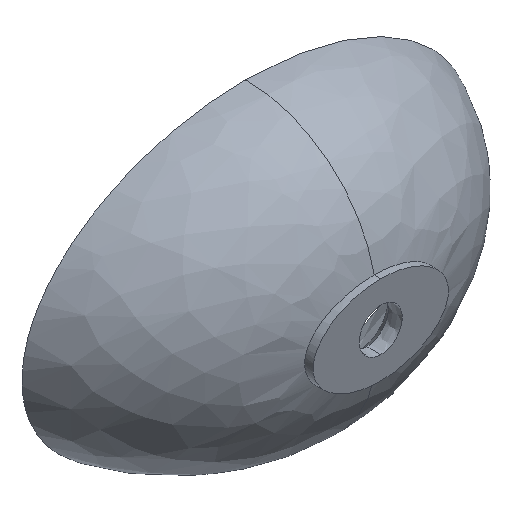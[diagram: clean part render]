
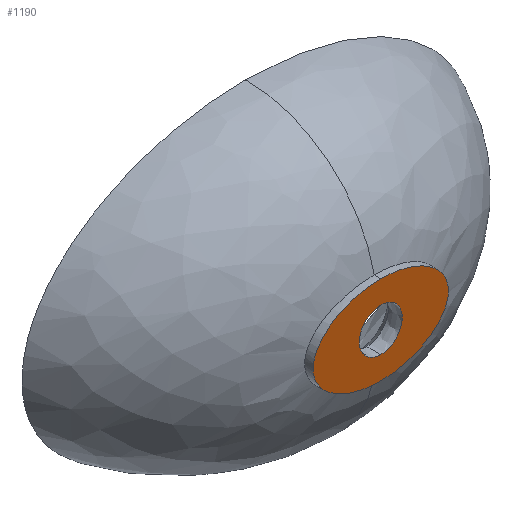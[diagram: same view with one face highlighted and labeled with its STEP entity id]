
A CAD part, isometric view. The second image highlights one B-rep face of the part: STEP entity #1190.
In plain terms, the highlighted planar face has unit normal (0, -1, 0).
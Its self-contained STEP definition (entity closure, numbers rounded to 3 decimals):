
#4 = CARTESIAN_POINT ( 'NONE',  ( -6.494, -145., 22.265 ) ) ;
#19 = CARTESIAN_POINT ( 'NONE',  ( -2.75, -145., 22.891 ) ) ;
#32 = CARTESIAN_POINT ( 'NONE',  ( -0.714, -145., 22.991 ) ) ;
#78 = CARTESIAN_POINT ( 'NONE',  ( 0., -145., -47.5 ) ) ;
#90 = CARTESIAN_POINT ( 'NONE',  ( -6.296, -145., -47.5 ) ) ;
#99 = CARTESIAN_POINT ( 'NONE',  ( -18.889, -145., -46.331 ) ) ;
#108 = CARTESIAN_POINT ( 'NONE',  ( -36.366, -145., -41.478 ) ) ;
#116 = CARTESIAN_POINT ( 'NONE',  ( -51.482, -145., -33.883 ) ) ;
#124 = CARTESIAN_POINT ( 'NONE',  ( -63.182, -145., -24.005 ) ) ;
#139 = CARTESIAN_POINT ( 'NONE',  ( -20.054, -145., 46.007 ) ) ;
#145 = CARTESIAN_POINT ( 'NONE',  ( -8.493, -145., 47.28 ) ) ;
#151 = CARTESIAN_POINT ( 'NONE',  ( -2.204, -145., 47.482 ) ) ;
#164 = CARTESIAN_POINT ( 'NONE',  ( 0., -145., 47.5 ) ) ;
#170 = CARTESIAN_POINT ( 'NONE',  ( -0.944, -145., 47.5 ) ) ;
#174 = CARTESIAN_POINT ( 'NONE',  ( -70.685, -145., -12.49 ) ) ;
#181 = CARTESIAN_POINT ( 'NONE',  ( -0.306, -145., 23. ) ) ;
#221 = FACE_BOUND ( 'NONE', #1054, .T. ) ;
#272 = VERTEX_POINT ( 'NONE', #1877 ) ;
#315 = CARTESIAN_POINT ( 'NONE',  ( 0., -145., -23. ) ) ;
#428 = CARTESIAN_POINT ( 'NONE',  ( 0., -145., 23. ) ) ;
#430 = CARTESIAN_POINT ( 'NONE',  ( 0.306, -145., 23. ) ) ;
#431 = CARTESIAN_POINT ( 'NONE',  ( 0.714, -145., 22.991 ) ) ;
#434 = CARTESIAN_POINT ( 'NONE',  ( 2.75, -145., 22.891 ) ) ;
#436 = AXIS2_PLACEMENT_3D ( 'NONE', #1094, #1092, #1087 ) ;
#441 = CARTESIAN_POINT ( 'NONE',  ( 6.494, -145., 22.265 ) ) ;
#443 = CARTESIAN_POINT ( 'NONE',  ( 11.762, -145., 20.066 ) ) ;
#447 = CARTESIAN_POINT ( 'NONE',  ( 16.462, -145., 16.462 ) ) ;
#450 = CARTESIAN_POINT ( 'NONE',  ( -70.685, -145., 12.49 ) ) ;
#451 = CARTESIAN_POINT ( 'NONE',  ( 20.066, -145., 11.762 ) ) ;
#453 = CARTESIAN_POINT ( 'NONE',  ( 22.422, -145., 6.117 ) ) ;
#456 = CARTESIAN_POINT ( 'NONE',  ( 23.289, -145., 0. ) ) ;
#460 = CARTESIAN_POINT ( 'NONE',  ( 22.422, -145., -6.117 ) ) ;
#462 = CARTESIAN_POINT ( 'NONE',  ( 20.066, -145., -11.762 ) ) ;
#464 = CARTESIAN_POINT ( 'NONE',  ( 16.462, -145., -16.462 ) ) ;
#468 = CARTESIAN_POINT ( 'NONE',  ( 11.762, -145., -20.066 ) ) ;
#470 = CARTESIAN_POINT ( 'NONE',  ( 6.117, -145., -22.422 ) ) ;
#474 = B_SPLINE_CURVE_WITH_KNOTS ( 'NONE', 3,
 ( #164, #170, #151, #145, #139, #2296, #693, #2045, #450, #1805, #174, #124, #116, #108, #99, #90, #78 ),
 .UNSPECIFIED., .F., .F.,
 ( 4, 1, 1, 1, 1, 1, 1, 1, 1, 1, 1, 1, 1, 1, 4 ),
 ( 0., 0.006, 0.008, 0.042, 0.083, 0.125, 0.167, 0.208, 0.25, 0.292, 0.333, 0.375, 0.417, 0.458, 0.5 ),
 .UNSPECIFIED. ) ;
#479 = CARTESIAN_POINT ( 'NONE',  ( 0., -145., -23. ) ) ;
#496 = CARTESIAN_POINT ( 'NONE',  ( 2.039, -145., -23. ) ) ;
#536 = CARTESIAN_POINT ( 'NONE',  ( 0., -145., 47.5 ) ) ;
#539 = CARTESIAN_POINT ( 'NONE',  ( 0.944, -145., 47.5 ) ) ;
#540 = CARTESIAN_POINT ( 'NONE',  ( 2.204, -145., 47.482 ) ) ;
#544 = CARTESIAN_POINT ( 'NONE',  ( 8.493, -145., 47.28 ) ) ;
#549 = CARTESIAN_POINT ( 'NONE',  ( 20.054, -145., 46.007 ) ) ;
#552 = CARTESIAN_POINT ( 'NONE',  ( 36.366, -145., 41.478 ) ) ;
#553 = CARTESIAN_POINT ( 'NONE',  ( 51.482, -145., 33.883 ) ) ;
#555 = CARTESIAN_POINT ( 'NONE',  ( 63.182, -145., 24.005 ) ) ;
#562 = CARTESIAN_POINT ( 'NONE',  ( 70.685, -145., 12.49 ) ) ;
#563 = CARTESIAN_POINT ( 'NONE',  ( 73.407, -145., 0. ) ) ;
#565 = CARTESIAN_POINT ( 'NONE',  ( 70.685, -145., -12.49 ) ) ;
#571 = CARTESIAN_POINT ( 'NONE',  ( 63.182, -145., -24.005 ) ) ;
#573 = CARTESIAN_POINT ( 'NONE',  ( 51.482, -145., -33.883 ) ) ;
#576 = CARTESIAN_POINT ( 'NONE',  ( 36.366, -145., -41.478 ) ) ;
#582 = CARTESIAN_POINT ( 'NONE',  ( 18.889, -145., -46.331 ) ) ;
#583 = CARTESIAN_POINT ( 'NONE',  ( 6.296, -145., -47.5 ) ) ;
#594 = CARTESIAN_POINT ( 'NONE',  ( 0., -145., 23. ) ) ;
#602 = CARTESIAN_POINT ( 'NONE',  ( 0., -145., 47.5 ) ) ;
#661 = CARTESIAN_POINT ( 'NONE',  ( -11.762, -145., 20.066 ) ) ;
#684 = CARTESIAN_POINT ( 'NONE',  ( -16.462, -145., 16.462 ) ) ;
#693 = CARTESIAN_POINT ( 'NONE',  ( -51.482, -145., 33.883 ) ) ;
#705 = CARTESIAN_POINT ( 'NONE',  ( -20.066, -145., 11.762 ) ) ;
#933 = CARTESIAN_POINT ( 'NONE',  ( -20.066, -145., -11.762 ) ) ;
#951 = CARTESIAN_POINT ( 'NONE',  ( 0., -145., -23. ) ) ;
#958 = CARTESIAN_POINT ( 'NONE',  ( -2.039, -145., -23. ) ) ;
#971 = CARTESIAN_POINT ( 'NONE',  ( -6.117, -145., -22.422 ) ) ;
#978 = B_SPLINE_CURVE_WITH_KNOTS ( 'NONE', 3,
 ( #1021, #583, #582, #576, #573, #571, #565, #563, #562, #555, #553, #552, #549, #544, #540, #539, #536 ),
 .UNSPECIFIED., .F., .F.,
 ( 4, 1, 1, 1, 1, 1, 1, 1, 1, 1, 1, 1, 1, 1, 4 ),
 ( 0.5, 0.542, 0.583, 0.625, 0.667, 0.708, 0.75, 0.792, 0.833, 0.875, 0.917, 0.958, 0.992, 0.994, 1. ),
 .UNSPECIFIED. ) ;
#979 = B_SPLINE_CURVE_WITH_KNOTS ( 'NONE', 3,
 ( #1424, #181, #32, #19, #4, #661, #684, #705, #2307, #1163, #2588, #933, #996, #985, #971, #958, #951 ),
 .UNSPECIFIED., .F., .F.,
 ( 4, 1, 1, 1, 1, 1, 1, 1, 1, 1, 1, 1, 1, 1, 4 ),
 ( 0., 0.006, 0.008, 0.042, 0.083, 0.125, 0.167, 0.208, 0.25, 0.292, 0.333, 0.375, 0.417, 0.458, 0.5 ),
 .UNSPECIFIED. ) ;
#985 = CARTESIAN_POINT ( 'NONE',  ( -11.762, -145., -20.066 ) ) ;
#996 = CARTESIAN_POINT ( 'NONE',  ( -16.462, -145., -16.462 ) ) ;
#1021 = CARTESIAN_POINT ( 'NONE',  ( 0., -145., -47.5 ) ) ;
#1054 = EDGE_LOOP ( 'NONE', ( #2897, #2503 ) ) ;
#1087 = DIRECTION ( 'NONE',  ( 0., 0., 1. ) ) ;
#1092 = DIRECTION ( 'NONE',  ( 0., -1., 0. ) ) ;
#1094 = CARTESIAN_POINT ( 'NONE',  ( 0., -145., 23. ) ) ;
#1137 = PLANE ( 'NONE',  #436 ) ;
#1163 = CARTESIAN_POINT ( 'NONE',  ( -23.289, -145., 0. ) ) ;
#1190 = ADVANCED_FACE ( 'NONE', ( #1651, #221 ), #1137, .T. ) ;
#1256 = ORIENTED_EDGE ( 'NONE', *, *, #1447, .T. ) ;
#1297 = VERTEX_POINT ( 'NONE', #594 ) ;
#1413 = VERTEX_POINT ( 'NONE', #602 ) ;
#1424 = CARTESIAN_POINT ( 'NONE',  ( 0., -145., 23. ) ) ;
#1447 = EDGE_CURVE ( 'NONE', #272, #1413, #978, .T. ) ;
#1582 = EDGE_CURVE ( 'NONE', #2011, #1297, #2376, .T. ) ;
#1651 = FACE_OUTER_BOUND ( 'NONE', #3077, .T. ) ;
#1805 = CARTESIAN_POINT ( 'NONE',  ( -73.407, -145., 0. ) ) ;
#1877 = CARTESIAN_POINT ( 'NONE',  ( 0., -145., -47.5 ) ) ;
#2011 = VERTEX_POINT ( 'NONE', #315 ) ;
#2045 = CARTESIAN_POINT ( 'NONE',  ( -63.182, -145., 24.005 ) ) ;
#2296 = CARTESIAN_POINT ( 'NONE',  ( -36.366, -145., 41.478 ) ) ;
#2307 = CARTESIAN_POINT ( 'NONE',  ( -22.422, -145., 6.117 ) ) ;
#2376 = B_SPLINE_CURVE_WITH_KNOTS ( 'NONE', 3,
 ( #479, #496, #470, #468, #464, #462, #460, #456, #453, #451, #447, #443, #441, #434, #431, #430, #428 ),
 .UNSPECIFIED., .F., .F.,
 ( 4, 1, 1, 1, 1, 1, 1, 1, 1, 1, 1, 1, 1, 1, 4 ),
 ( 0.5, 0.542, 0.583, 0.625, 0.667, 0.708, 0.75, 0.792, 0.833, 0.875, 0.917, 0.958, 0.992, 0.994, 1. ),
 .UNSPECIFIED. ) ;
#2503 = ORIENTED_EDGE ( 'NONE', *, *, #1582, .F. ) ;
#2588 = CARTESIAN_POINT ( 'NONE',  ( -22.422, -145., -6.117 ) ) ;
#2897 = ORIENTED_EDGE ( 'NONE', *, *, #3164, .F. ) ;
#3053 = EDGE_CURVE ( 'NONE', #1413, #272, #474, .T. ) ;
#3077 = EDGE_LOOP ( 'NONE', ( #3123, #1256 ) ) ;
#3123 = ORIENTED_EDGE ( 'NONE', *, *, #3053, .T. ) ;
#3164 = EDGE_CURVE ( 'NONE', #1297, #2011, #979, .T. ) ;
